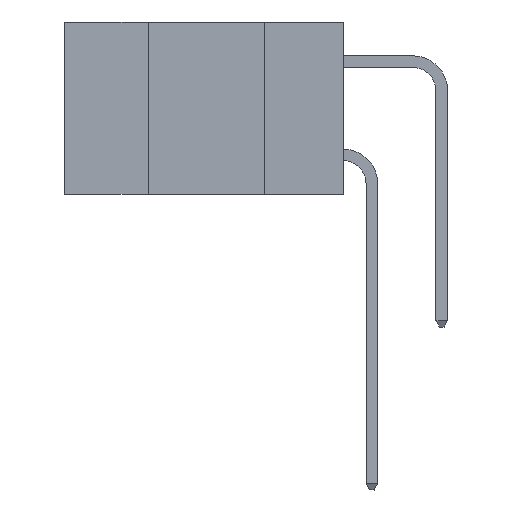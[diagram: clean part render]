
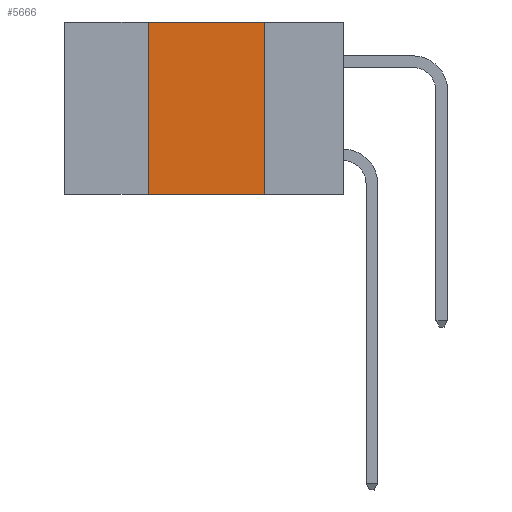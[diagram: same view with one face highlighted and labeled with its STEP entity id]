
A CAD part, left-side view. The second image highlights one B-rep face of the part: STEP entity #5666.
In plain terms, the highlighted planar face has unit normal (-1, 0, 0).
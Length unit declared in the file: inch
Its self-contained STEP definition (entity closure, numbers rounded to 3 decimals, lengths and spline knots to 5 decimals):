
#550 = DIRECTION ( 'NONE',  ( 0., 0., -1. ) ) ;
#782 = CARTESIAN_POINT ( 'NONE',  ( 0., 0.17, -0.37 ) ) ;
#941 = CARTESIAN_POINT ( 'NONE',  ( 0., 0.42, 0. ) ) ;
#1230 = DIRECTION ( 'NONE',  ( 0., -1., 0. ) ) ;
#1756 = CARTESIAN_POINT ( 'NONE',  ( 0., 0.6, 0. ) ) ;
#1799 = EDGE_CURVE ( 'NONE', #10688, #14735, #8682, .T. ) ;
#2473 = DIRECTION ( 'NONE',  ( 0., 0., 1. ) ) ;
#5666 = ADVANCED_FACE ( 'NONE', ( #9179 ), #15376, .F. ) ;
#6350 = VECTOR ( 'NONE', #550, 39.37008 ) ;
#6729 = LINE ( 'NONE', #17203, #14201 ) ;
#8045 = ORIENTED_EDGE ( 'NONE', *, *, #16325, .F. ) ;
#8278 = CARTESIAN_POINT ( 'NONE',  ( 0., 0.42, 0. ) ) ;
#8319 = CARTESIAN_POINT ( 'NONE',  ( 0., 0.42, -0.37 ) ) ;
#8682 = LINE ( 'NONE', #17776, #15236 ) ;
#9179 = FACE_OUTER_BOUND ( 'NONE', #11019, .T. ) ;
#9357 = AXIS2_PLACEMENT_3D ( 'NONE', #1756, #18368, #9411 ) ;
#9411 = DIRECTION ( 'NONE',  ( 0., 0., -1. ) ) ;
#9549 = EDGE_CURVE ( 'NONE', #11432, #19543, #6729, .T. ) ;
#10028 = ORIENTED_EDGE ( 'NONE', *, *, #1799, .F. ) ;
#10358 = ORIENTED_EDGE ( 'NONE', *, *, #18950, .F. ) ;
#10688 = VERTEX_POINT ( 'NONE', #8278 ) ;
#11019 = EDGE_LOOP ( 'NONE', ( #8045, #10028, #10358, #11791 ) ) ;
#11432 = VERTEX_POINT ( 'NONE', #8319 ) ;
#11791 = ORIENTED_EDGE ( 'NONE', *, *, #9549, .T. ) ;
#13572 = CARTESIAN_POINT ( 'NONE',  ( 0., 0.17, 0. ) ) ;
#14117 = VECTOR ( 'NONE', #2473, 39.37008 ) ;
#14201 = VECTOR ( 'NONE', #18707, 39.37008 ) ;
#14283 = LINE ( 'NONE', #18620, #6350 ) ;
#14584 = LINE ( 'NONE', #941, #14117 ) ;
#14735 = VERTEX_POINT ( 'NONE', #13572 ) ;
#15236 = VECTOR ( 'NONE', #1230, 39.37008 ) ;
#15376 = PLANE ( 'NONE',  #9357 ) ;
#16325 = EDGE_CURVE ( 'NONE', #14735, #19543, #14283, .T. ) ;
#17203 = CARTESIAN_POINT ( 'NONE',  ( 0., 0.6, -0.37 ) ) ;
#17776 = CARTESIAN_POINT ( 'NONE',  ( 0., 0.6, 0. ) ) ;
#18368 = DIRECTION ( 'NONE',  ( 1., 0., 0. ) ) ;
#18620 = CARTESIAN_POINT ( 'NONE',  ( 0., 0.17, 0. ) ) ;
#18707 = DIRECTION ( 'NONE',  ( 0., -1., 0. ) ) ;
#18950 = EDGE_CURVE ( 'NONE', #11432, #10688, #14584, .T. ) ;
#19543 = VERTEX_POINT ( 'NONE', #782 ) ;
